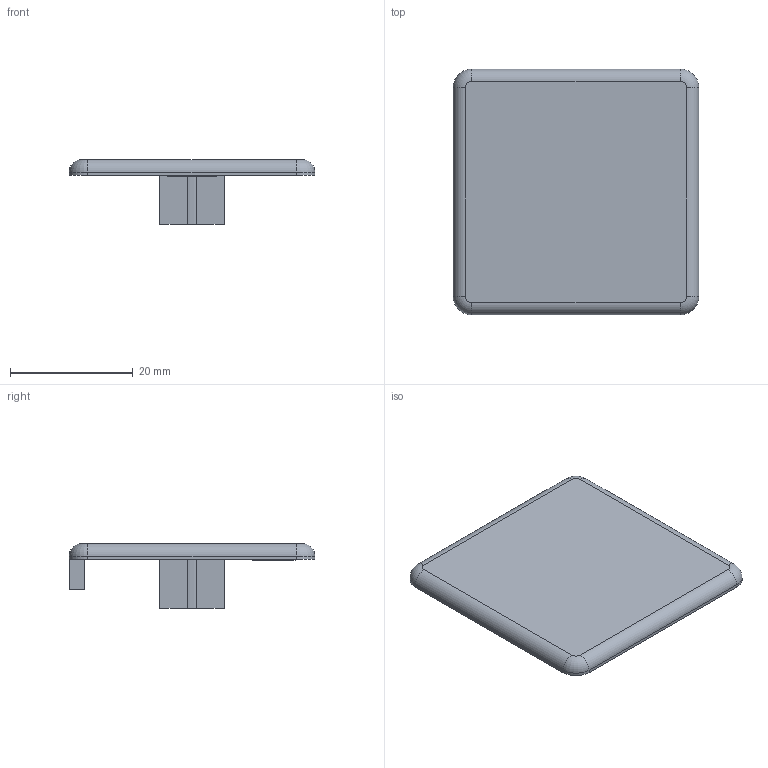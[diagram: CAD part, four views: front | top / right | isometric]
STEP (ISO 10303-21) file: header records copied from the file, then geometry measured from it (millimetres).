
FILE_DESCRIPTION (( 'STEP AP203' ), '1' );
FILE_NAME ('084.201.064.STEP', '2015-02-10T09:57:08', ( '' ), ( '' ), 'SwSTEP 2.0', 'SolidWorks 2012', '' );
FILE_SCHEMA (( 'CONFIG_CONTROL_DESIGN' ));
Length unit declared in the file: millimetre
Products named in the file (1): 084.201.064
Bounding box: 40 x 40 x 10.5 mm (x, y, z)
Volume: 4214.4 mm3; surface area: 3906.8 mm2
Topology: 1 solids, 1 shells, 88 faces, 238 edges, 156 vertices
Faces by surface type: plane 71, cylinder 13, torus 4
Entity records: 2805 total; most frequent: CARTESIAN_POINT 483, ORIENTED_EDGE 476, DIRECTION 446, EDGE_CURVE 238, LINE 208, VECTOR 208, VERTEX_POINT 156, AXIS2_PLACEMENT_3D 119
